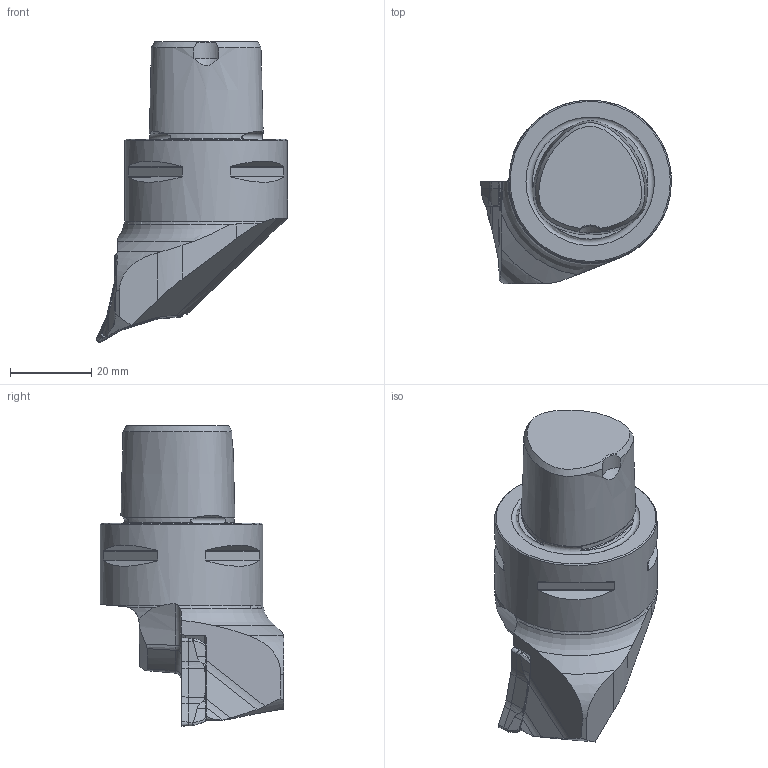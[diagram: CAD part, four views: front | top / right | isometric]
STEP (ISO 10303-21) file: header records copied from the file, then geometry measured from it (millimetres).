
FILE_DESCRIPTION(/* description */ (''),/* implementation_level */ '2;1');
FILE_NAME(/* name */ 'assy.stp',/* time_stamp */ '2017-02-07T18:48:54+01:00',/* author */ (''),/* organization */ ('SMS'),/* preprocessor_version */ 'ST-DEVELOPER v15',/* originating_system */ 'SIEMENS PLM Software NX 8.5',/* authorisation */ '');
FILE_SCHEMA (('AUTOMOTIVE_DESIGN { 1 0 10303 214 3 1 1 1 }'));
Length unit declared in the file: millimetre
Products named in the file (4): ASSEMBLY_CONSTRUCTION; CUT; NOCUT; ASSY
Assembly tree (3 placements, depth 2):
  ASSY
    NOCUT
    CUT
    ASSEMBLY_CONSTRUCTION
Bounding box: 47 x 45.15 x 74 mm (x, y, z)
Volume: 54153.4 mm3; surface area: 11162.8 mm2
Topology: 2 solids, 3 shells, 164 faces, 448 edges, 300 vertices
Faces by surface type: plane 58, cylinder 35, bspline 29, cone 22, torus 10, revolution 9, extrusion 1
Full cylindrical faces by diameter (mm): 10 x1, 40 x1
Entity records: 9526 total; most frequent: CARTESIAN_POINT 5658, ORIENTED_EDGE 870, DIRECTION 616, EDGE_CURVE 435, VERTEX_POINT 288, AXIS2_PLACEMENT_3D 225, B_SPLINE_CURVE_WITH_KNOTS 199, EDGE_LOOP 174
